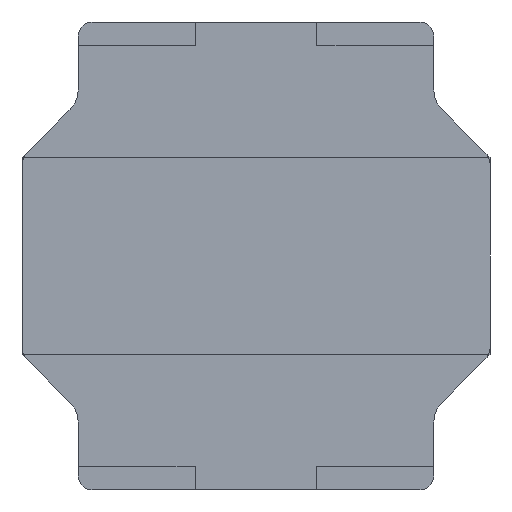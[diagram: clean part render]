
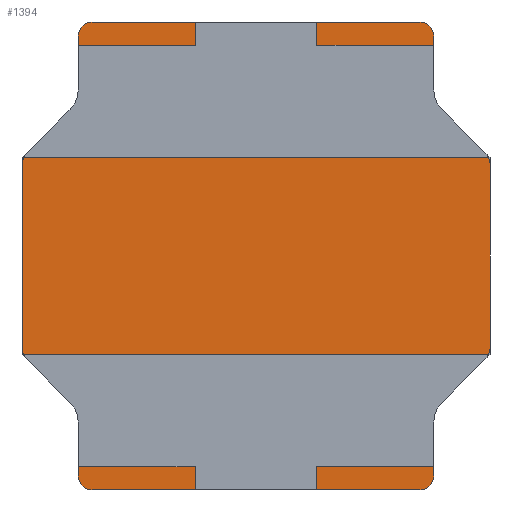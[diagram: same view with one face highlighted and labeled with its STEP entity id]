
A CAD part, front view. The second image highlights one B-rep face of the part: STEP entity #1394.
In plain terms, the highlighted planar face has unit normal (0, -1, 0).
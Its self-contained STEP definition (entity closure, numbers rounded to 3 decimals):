
#40=PLANE('',#1515);
#106=FACE_OUTER_BOUND('',#184,.T.);
#184=EDGE_LOOP('',(#1057,#1058,#1059,#1060,#1061,#1062,#1063,#1064,#1065,
#1066,#1067,#1068,#1069,#1070,#1071,#1072,#1073,#1074,#1075,#1076,#1077,
#1078,#1079,#1080));
#239=LINE('',#2020,#395);
#243=LINE('',#2032,#399);
#247=LINE('',#2044,#403);
#251=LINE('',#2056,#407);
#255=LINE('',#2068,#411);
#259=LINE('',#2080,#415);
#263=LINE('',#2092,#419);
#267=LINE('',#2104,#423);
#271=LINE('',#2116,#427);
#275=LINE('',#2128,#431);
#279=LINE('',#2140,#435);
#283=LINE('',#2151,#439);
#395=VECTOR('',#1607,10.);
#399=VECTOR('',#1619,10.);
#403=VECTOR('',#1631,10.);
#407=VECTOR('',#1643,10.);
#411=VECTOR('',#1655,10.);
#415=VECTOR('',#1667,10.);
#419=VECTOR('',#1679,10.);
#423=VECTOR('',#1691,10.);
#427=VECTOR('',#1703,10.);
#431=VECTOR('',#1715,10.);
#435=VECTOR('',#1727,10.);
#439=VECTOR('',#1739,10.);
#549=CIRCLE('',#1467,0.3);
#551=CIRCLE('',#1471,0.15);
#553=CIRCLE('',#1475,0.15);
#555=CIRCLE('',#1479,0.3);
#557=CIRCLE('',#1483,0.15);
#559=CIRCLE('',#1487,0.15);
#561=CIRCLE('',#1491,0.3);
#563=CIRCLE('',#1495,0.15);
#565=CIRCLE('',#1499,0.15);
#567=CIRCLE('',#1503,0.3);
#569=CIRCLE('',#1507,0.15);
#571=CIRCLE('',#1511,0.15);
#597=VERTEX_POINT('',#2010);
#598=VERTEX_POINT('',#2011);
#601=VERTEX_POINT('',#2019);
#603=VERTEX_POINT('',#2025);
#605=VERTEX_POINT('',#2031);
#607=VERTEX_POINT('',#2037);
#609=VERTEX_POINT('',#2043);
#611=VERTEX_POINT('',#2049);
#613=VERTEX_POINT('',#2055);
#615=VERTEX_POINT('',#2061);
#617=VERTEX_POINT('',#2067);
#619=VERTEX_POINT('',#2073);
#621=VERTEX_POINT('',#2079);
#623=VERTEX_POINT('',#2085);
#625=VERTEX_POINT('',#2091);
#627=VERTEX_POINT('',#2097);
#629=VERTEX_POINT('',#2103);
#631=VERTEX_POINT('',#2109);
#633=VERTEX_POINT('',#2115);
#635=VERTEX_POINT('',#2121);
#637=VERTEX_POINT('',#2127);
#639=VERTEX_POINT('',#2133);
#641=VERTEX_POINT('',#2139);
#643=VERTEX_POINT('',#2145);
#733=EDGE_CURVE('',#597,#598,#549,.T.);
#737=EDGE_CURVE('',#598,#601,#239,.T.);
#740=EDGE_CURVE('',#603,#601,#551,.T.);
#743=EDGE_CURVE('',#603,#605,#243,.T.);
#746=EDGE_CURVE('',#607,#605,#553,.T.);
#749=EDGE_CURVE('',#609,#607,#247,.T.);
#752=EDGE_CURVE('',#609,#611,#555,.T.);
#755=EDGE_CURVE('',#613,#611,#251,.T.);
#758=EDGE_CURVE('',#615,#613,#557,.T.);
#761=EDGE_CURVE('',#615,#617,#255,.T.);
#764=EDGE_CURVE('',#619,#617,#559,.T.);
#767=EDGE_CURVE('',#619,#621,#259,.T.);
#770=EDGE_CURVE('',#621,#623,#561,.T.);
#773=EDGE_CURVE('',#623,#625,#263,.T.);
#776=EDGE_CURVE('',#627,#625,#563,.T.);
#779=EDGE_CURVE('',#627,#629,#267,.T.);
#782=EDGE_CURVE('',#631,#629,#565,.T.);
#785=EDGE_CURVE('',#633,#631,#271,.T.);
#788=EDGE_CURVE('',#633,#635,#567,.T.);
#791=EDGE_CURVE('',#637,#635,#275,.T.);
#794=EDGE_CURVE('',#639,#637,#569,.T.);
#797=EDGE_CURVE('',#639,#641,#279,.T.);
#800=EDGE_CURVE('',#643,#641,#571,.T.);
#803=EDGE_CURVE('',#643,#597,#283,.T.);
#1057=ORIENTED_EDGE('',*,*,#803,.T.);
#1058=ORIENTED_EDGE('',*,*,#733,.T.);
#1059=ORIENTED_EDGE('',*,*,#737,.T.);
#1060=ORIENTED_EDGE('',*,*,#740,.F.);
#1061=ORIENTED_EDGE('',*,*,#743,.T.);
#1062=ORIENTED_EDGE('',*,*,#746,.F.);
#1063=ORIENTED_EDGE('',*,*,#749,.F.);
#1064=ORIENTED_EDGE('',*,*,#752,.T.);
#1065=ORIENTED_EDGE('',*,*,#755,.F.);
#1066=ORIENTED_EDGE('',*,*,#758,.F.);
#1067=ORIENTED_EDGE('',*,*,#761,.T.);
#1068=ORIENTED_EDGE('',*,*,#764,.F.);
#1069=ORIENTED_EDGE('',*,*,#767,.T.);
#1070=ORIENTED_EDGE('',*,*,#770,.T.);
#1071=ORIENTED_EDGE('',*,*,#773,.T.);
#1072=ORIENTED_EDGE('',*,*,#776,.F.);
#1073=ORIENTED_EDGE('',*,*,#779,.T.);
#1074=ORIENTED_EDGE('',*,*,#782,.F.);
#1075=ORIENTED_EDGE('',*,*,#785,.F.);
#1076=ORIENTED_EDGE('',*,*,#788,.T.);
#1077=ORIENTED_EDGE('',*,*,#791,.F.);
#1078=ORIENTED_EDGE('',*,*,#794,.F.);
#1079=ORIENTED_EDGE('',*,*,#797,.T.);
#1080=ORIENTED_EDGE('',*,*,#800,.F.);
#1394=ADVANCED_FACE('',(#106),#40,.F.);
#1467=AXIS2_PLACEMENT_3D('',#2012,#1599,#1600);
#1471=AXIS2_PLACEMENT_3D('',#2026,#1612,#1613);
#1475=AXIS2_PLACEMENT_3D('',#2038,#1624,#1625);
#1479=AXIS2_PLACEMENT_3D('',#2050,#1636,#1637);
#1483=AXIS2_PLACEMENT_3D('',#2062,#1648,#1649);
#1487=AXIS2_PLACEMENT_3D('',#2074,#1660,#1661);
#1491=AXIS2_PLACEMENT_3D('',#2086,#1672,#1673);
#1495=AXIS2_PLACEMENT_3D('',#2098,#1684,#1685);
#1499=AXIS2_PLACEMENT_3D('',#2110,#1696,#1697);
#1503=AXIS2_PLACEMENT_3D('',#2122,#1708,#1709);
#1507=AXIS2_PLACEMENT_3D('',#2134,#1720,#1721);
#1511=AXIS2_PLACEMENT_3D('',#2146,#1732,#1733);
#1515=AXIS2_PLACEMENT_3D('',#2154,#1743,#1744);
#1599=DIRECTION('center_axis',(0.,1.,0.));
#1600=DIRECTION('ref_axis',(0.707,0.,0.707));
#1607=DIRECTION('',(0.,0.,-1.));
#1612=DIRECTION('center_axis',(0.,1.,0.));
#1613=DIRECTION('ref_axis',(0.,0.,-1.));
#1619=DIRECTION('',(1.,0.,0.));
#1624=DIRECTION('center_axis',(0.,1.,0.));
#1625=DIRECTION('ref_axis',(1.,0.,0.));
#1631=DIRECTION('',(0.,0.,-1.));
#1636=DIRECTION('center_axis',(0.,1.,0.));
#1637=DIRECTION('ref_axis',(-1.,0.,0.));
#1643=DIRECTION('',(-0.707,0.,-0.707));
#1648=DIRECTION('center_axis',(0.,1.,0.));
#1649=DIRECTION('ref_axis',(1.,0.,0.));
#1655=DIRECTION('',(0.,0.,1.));
#1660=DIRECTION('center_axis',(0.,1.,0.));
#1661=DIRECTION('ref_axis',(0.707,0.,0.707));
#1667=DIRECTION('',(-0.707,0.,0.707));
#1672=DIRECTION('center_axis',(0.,1.,0.));
#1673=DIRECTION('ref_axis',(-0.707,0.,-0.707));
#1679=DIRECTION('',(0.,0.,1.));
#1684=DIRECTION('center_axis',(0.,1.,0.));
#1685=DIRECTION('ref_axis',(0.,0.,1.));
#1691=DIRECTION('',(-1.,0.,0.));
#1696=DIRECTION('center_axis',(0.,1.,0.));
#1697=DIRECTION('ref_axis',(-1.,0.,0.));
#1703=DIRECTION('',(0.,0.,1.));
#1708=DIRECTION('center_axis',(0.,1.,0.));
#1709=DIRECTION('ref_axis',(1.,0.,0.));
#1715=DIRECTION('',(0.705,0.,0.709));
#1720=DIRECTION('center_axis',(0.,1.,0.));
#1721=DIRECTION('ref_axis',(-1.,0.,0.));
#1727=DIRECTION('',(0.,0.,-1.));
#1732=DIRECTION('center_axis',(0.,1.,0.));
#1733=DIRECTION('ref_axis',(-0.707,0.,-0.707));
#1739=DIRECTION('',(0.707,0.,-0.707));
#1743=DIRECTION('center_axis',(0.,1.,0.));
#1744=DIRECTION('ref_axis',(1.,0.,0.));
#2010=CARTESIAN_POINT('',(-1.988,0.,-1.562));
#2011=CARTESIAN_POINT('',(-1.9,0.,-1.774));
#2012=CARTESIAN_POINT('Origin',(-2.2,0.,-1.774));
#2019=CARTESIAN_POINT('',(-1.9,0.,-2.35));
#2020=CARTESIAN_POINT('',(-1.9,0.,-1.774));
#2025=CARTESIAN_POINT('',(-1.75,0.,-2.5));
#2026=CARTESIAN_POINT('Origin',(-1.75,0.,-2.35));
#2031=CARTESIAN_POINT('',(1.75,0.,-2.5));
#2032=CARTESIAN_POINT('',(-1.75,0.,-2.5));
#2037=CARTESIAN_POINT('',(1.9,0.,-2.35));
#2038=CARTESIAN_POINT('Origin',(1.75,0.,-2.35));
#2043=CARTESIAN_POINT('',(1.9,0.,-1.774));
#2044=CARTESIAN_POINT('',(1.9,0.,-1.774));
#2049=CARTESIAN_POINT('',(1.988,0.,-1.562));
#2050=CARTESIAN_POINT('Origin',(2.2,0.,-1.774));
#2055=CARTESIAN_POINT('',(2.456,0.,-1.094));
#2056=CARTESIAN_POINT('',(2.456,0.,-1.094));
#2061=CARTESIAN_POINT('',(2.5,0.,-0.988));
#2062=CARTESIAN_POINT('Origin',(2.35,0.,-0.988));
#2067=CARTESIAN_POINT('',(2.5,0.,0.988));
#2068=CARTESIAN_POINT('',(2.5,0.,-0.988));
#2073=CARTESIAN_POINT('',(2.456,0.,1.094));
#2074=CARTESIAN_POINT('Origin',(2.35,0.,0.988));
#2079=CARTESIAN_POINT('',(1.988,0.,1.562));
#2080=CARTESIAN_POINT('',(2.456,0.,1.094));
#2085=CARTESIAN_POINT('',(1.9,0.,1.774));
#2086=CARTESIAN_POINT('Origin',(2.2,0.,1.774));
#2091=CARTESIAN_POINT('',(1.9,0.,2.35));
#2092=CARTESIAN_POINT('',(1.9,0.,1.774));
#2097=CARTESIAN_POINT('',(1.75,0.,2.5));
#2098=CARTESIAN_POINT('Origin',(1.75,0.,2.35));
#2103=CARTESIAN_POINT('',(-1.75,0.,2.5));
#2104=CARTESIAN_POINT('',(1.75,0.,2.5));
#2109=CARTESIAN_POINT('',(-1.9,0.,2.35));
#2110=CARTESIAN_POINT('Origin',(-1.75,0.,2.35));
#2115=CARTESIAN_POINT('',(-1.9,0.,1.774));
#2116=CARTESIAN_POINT('',(-1.9,0.,1.774));
#2121=CARTESIAN_POINT('',(-1.987,0.,1.562));
#2122=CARTESIAN_POINT('Origin',(-2.2,0.,1.774));
#2127=CARTESIAN_POINT('',(-2.452,0.,1.094));
#2128=CARTESIAN_POINT('',(-2.452,0.,1.094));
#2133=CARTESIAN_POINT('',(-2.496,0.,0.988));
#2134=CARTESIAN_POINT('Origin',(-2.346,0.,0.988));
#2139=CARTESIAN_POINT('',(-2.496,0.,-0.992));
#2140=CARTESIAN_POINT('',(-2.496,0.,0.988));
#2145=CARTESIAN_POINT('',(-2.452,0.,-1.098));
#2146=CARTESIAN_POINT('Origin',(-2.346,0.,-0.992));
#2151=CARTESIAN_POINT('',(-2.452,0.,-1.098));
#2154=CARTESIAN_POINT('Origin',(0.002,0.,0.));
